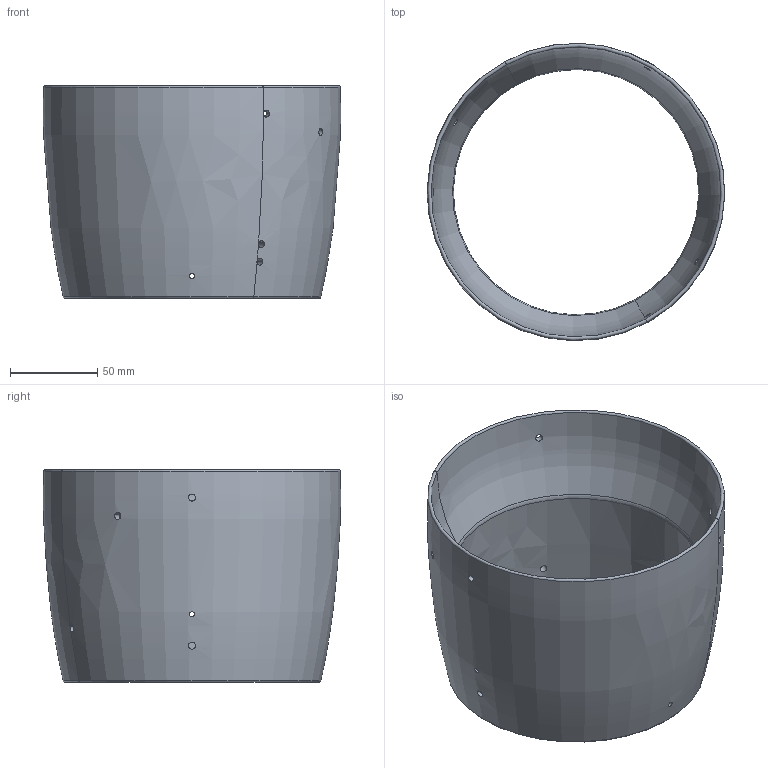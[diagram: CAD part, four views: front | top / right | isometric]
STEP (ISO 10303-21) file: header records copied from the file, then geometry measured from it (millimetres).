
FILE_DESCRIPTION(('CATIA V5 STEP Exchange'),'2;1');
FILE_NAME('Tuyere_Ext.stp','2020-12-10T08:28:33+00:00',('none'),('none'),'CATIA Version 5 Release 19 GA (IN-10)','CATIA V5 STEP AP203','none');
FILE_SCHEMA(('CONFIG_CONTROL_DESIGN'));
Length unit declared in the file: millimetre
Products named in the file (1): Tuyere_Ext
Bounding box: 170.73 x 170.71 x 122 mm (x, y, z)
Volume: 440221.6 mm3; surface area: 123201.1 mm2
Topology: 1 solids, 1 shells, 40 faces, 129 edges, 82 vertices
Faces by surface type: cylinder 28, torus 6, revolution 6
Entity records: 1927 total; most frequent: CARTESIAN_POINT 942, ORIENTED_EDGE 258, EDGE_CURVE 129, B_SPLINE_CURVE_WITH_KNOTS 89, DIRECTION 82, VERTEX_POINT 82, EDGE_LOOP 61, ADVANCED_FACE 40
